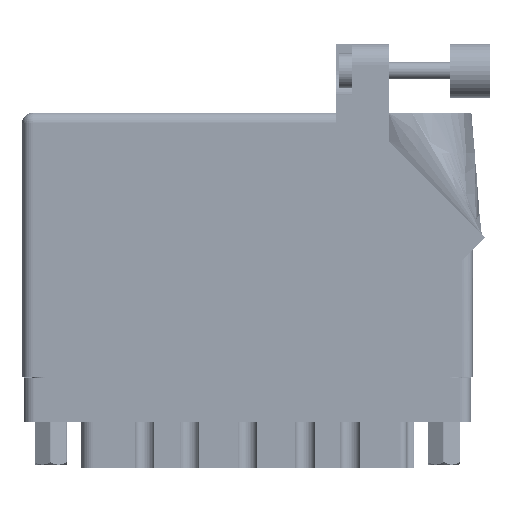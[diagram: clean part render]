
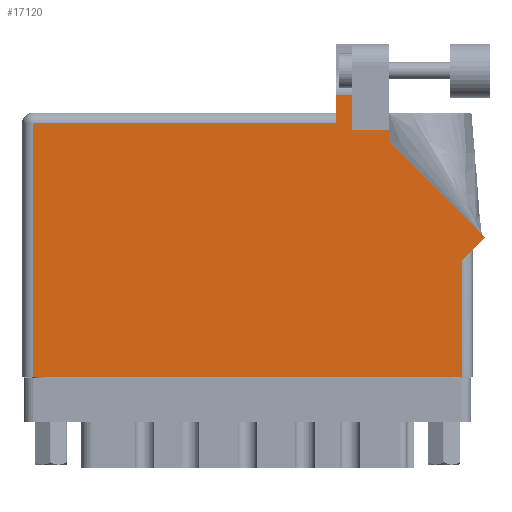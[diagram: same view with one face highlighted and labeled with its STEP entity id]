
A CAD part, front view. The second image highlights one B-rep face of the part: STEP entity #17120.
In plain terms, the highlighted face is planar.
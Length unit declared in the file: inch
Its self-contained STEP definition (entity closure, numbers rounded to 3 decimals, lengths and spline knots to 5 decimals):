
#145 = CARTESIAN_POINT ( 'NONE',  ( 0.062, 0., 0. ) ) ;
#1124 = VERTEX_POINT ( 'NONE', #45053 ) ;
#1884 = ORIENTED_EDGE ( 'NONE', *, *, #19328, .T. ) ;
#2834 = CARTESIAN_POINT ( 'NONE',  ( 2.24377, 1.6315, 0. ) ) ;
#3012 = ORIENTED_EDGE ( 'NONE', *, *, #6895, .T. ) ;
#3100 = LINE ( 'NONE', #34972, #40297 ) ;
#3242 = DIRECTION ( 'NONE',  ( -1., 0., 0. ) ) ;
#4028 = ORIENTED_EDGE ( 'NONE', *, *, #17129, .T. ) ;
#4363 = ORIENTED_EDGE ( 'NONE', *, *, #44060, .T. ) ;
#4906 = ORIENTED_EDGE ( 'NONE', *, *, #32281, .T. ) ;
#5871 = CARTESIAN_POINT ( 'NONE',  ( 1.913, 1.43, 0. ) ) ;
#5962 = EDGE_LOOP ( 'NONE', ( #4028, #57342, #4906, #43250, #57850, #1884, #14390, #53647, #3012, #4363, #9959 ) ) ;
#6112 = CARTESIAN_POINT ( 'NONE',  ( 1.819, 1.53, 0. ) ) ;
#6895 = EDGE_CURVE ( 'NONE', #39474, #14235, #16314, .T. ) ;
#7390 = CARTESIAN_POINT ( 'NONE',  ( 2.55, 0.737, 0. ) ) ;
#7949 = EDGE_CURVE ( 'NONE', #13435, #52757, #24009, .T. ) ;
#8394 = LINE ( 'NONE', #7390, #20521 ) ;
#8670 = CARTESIAN_POINT ( 'NONE',  ( 1.819, 1.468, 0. ) ) ;
#9767 = VERTEX_POINT ( 'NONE', #48365 ) ;
#9959 = ORIENTED_EDGE ( 'NONE', *, *, #7949, .T. ) ;
#10197 = VECTOR ( 'NONE', #10799, 39.37008 ) ;
#10207 = VECTOR ( 'NONE', #24503, 39.37008 ) ;
#10799 = DIRECTION ( 'NONE',  ( 0., 1., 0. ) ) ;
#13193 = CARTESIAN_POINT ( 'NONE',  ( 2.55, 0., 0. ) ) ;
#13435 = VERTEX_POINT ( 'NONE', #16835 ) ;
#13797 = LINE ( 'NONE', #62506, #25890 ) ;
#13829 = VECTOR ( 'NONE', #24912, 39.37008 ) ;
#14158 = LINE ( 'NONE', #2834, #55846 ) ;
#14180 = VECTOR ( 'NONE', #21575, 39.37008 ) ;
#14198 = CARTESIAN_POINT ( 'NONE',  ( 2.126, 1.36442, 0. ) ) ;
#14235 = VERTEX_POINT ( 'NONE', #14198 ) ;
#14390 = ORIENTED_EDGE ( 'NONE', *, *, #44197, .T. ) ;
#15733 = DIRECTION ( 'NONE',  ( 0., 1., 0. ) ) ;
#15753 = EDGE_CURVE ( 'NONE', #52259, #9767, #14158, .T. ) ;
#16314 = LINE ( 'NONE', #58636, #10207 ) ;
#16835 = CARTESIAN_POINT ( 'NONE',  ( 2.126, 1.43, 0. ) ) ;
#17120 = ADVANCED_FACE ( 'NONE', ( #53398 ), #54212, .F. ) ;
#17129 = EDGE_CURVE ( 'NONE', #52757, #52259, #31391, .T. ) ;
#18236 = DIRECTION ( 'NONE',  ( 1., 0., 0. ) ) ;
#19328 = EDGE_CURVE ( 'NONE', #61093, #48665, #13797, .T. ) ;
#20521 = VECTOR ( 'NONE', #40689, 39.37008 ) ;
#20681 = VECTOR ( 'NONE', #21139, 39.37008 ) ;
#21139 = DIRECTION ( 'NONE',  ( 0., -1., 0. ) ) ;
#21293 = CARTESIAN_POINT ( 'NONE',  ( 1.913, 1.6315, 0. ) ) ;
#21575 = DIRECTION ( 'NONE',  ( -1., 0., 0. ) ) ;
#22951 = EDGE_CURVE ( 'NONE', #30954, #1124, #47447, .T. ) ;
#24009 = LINE ( 'NONE', #54924, #49827 ) ;
#24473 = CARTESIAN_POINT ( 'NONE',  ( 2.612, 0.737, 0. ) ) ;
#24503 = DIRECTION ( 'NONE',  ( -0.707, 0.707, 0. ) ) ;
#24912 = DIRECTION ( 'NONE',  ( 0.707, 0.707, 0. ) ) ;
#25168 = CARTESIAN_POINT ( 'NONE',  ( 0., 1.53, 0. ) ) ;
#25890 = VECTOR ( 'NONE', #18236, 39.37008 ) ;
#26395 = CARTESIAN_POINT ( 'NONE',  ( 2.55, 0.675, 0. ) ) ;
#26719 = LINE ( 'NONE', #24473, #13829 ) ;
#28099 = VECTOR ( 'NONE', #53761, 39.37008 ) ;
#30470 = DIRECTION ( 'NONE',  ( -1., 0., 0. ) ) ;
#30954 = VERTEX_POINT ( 'NONE', #8670 ) ;
#31391 = LINE ( 'NONE', #5871, #10197 ) ;
#32281 = EDGE_CURVE ( 'NONE', #9767, #30954, #61573, .T. ) ;
#34972 = CARTESIAN_POINT ( 'NONE',  ( 2.126, 1.36442, 0. ) ) ;
#36146 = CARTESIAN_POINT ( 'NONE',  ( 0.062, 0., 0. ) ) ;
#39474 = VERTEX_POINT ( 'NONE', #48339 ) ;
#40297 = VECTOR ( 'NONE', #15733, 39.37008 ) ;
#40689 = DIRECTION ( 'NONE',  ( 0., 1., 0. ) ) ;
#41683 = CARTESIAN_POINT ( 'NONE',  ( 0., 1.468, 0. ) ) ;
#42559 = AXIS2_PLACEMENT_3D ( 'NONE', #25168, #44220, #30470 ) ;
#43250 = ORIENTED_EDGE ( 'NONE', *, *, #22951, .T. ) ;
#44060 = EDGE_CURVE ( 'NONE', #14235, #13435, #3100, .T. ) ;
#44197 = EDGE_CURVE ( 'NONE', #48665, #57001, #8394, .T. ) ;
#44220 = DIRECTION ( 'NONE',  ( 0., 0., -1. ) ) ;
#45053 = CARTESIAN_POINT ( 'NONE',  ( 0.062, 1.468, 0. ) ) ;
#45377 = DIRECTION ( 'NONE',  ( -1., 0., 0. ) ) ;
#47447 = LINE ( 'NONE', #41683, #14180 ) ;
#48339 = CARTESIAN_POINT ( 'NONE',  ( 2.68271, 0.80771, 0. ) ) ;
#48365 = CARTESIAN_POINT ( 'NONE',  ( 1.819, 1.6315, 0. ) ) ;
#48665 = VERTEX_POINT ( 'NONE', #13193 ) ;
#49827 = VECTOR ( 'NONE', #45377, 39.37008 ) ;
#50806 = LINE ( 'NONE', #145, #28099 ) ;
#52259 = VERTEX_POINT ( 'NONE', #21293 ) ;
#52757 = VERTEX_POINT ( 'NONE', #55563 ) ;
#53054 = EDGE_CURVE ( 'NONE', #1124, #61093, #50806, .T. ) ;
#53398 = FACE_OUTER_BOUND ( 'NONE', #5962, .T. ) ;
#53647 = ORIENTED_EDGE ( 'NONE', *, *, #62790, .T. ) ;
#53761 = DIRECTION ( 'NONE',  ( 0., -1., 0. ) ) ;
#54212 = PLANE ( 'NONE',  #42559 ) ;
#54924 = CARTESIAN_POINT ( 'NONE',  ( 2.126, 1.43, 0. ) ) ;
#55563 = CARTESIAN_POINT ( 'NONE',  ( 1.913, 1.43, 0. ) ) ;
#55846 = VECTOR ( 'NONE', #3242, 39.37008 ) ;
#57001 = VERTEX_POINT ( 'NONE', #26395 ) ;
#57342 = ORIENTED_EDGE ( 'NONE', *, *, #15753, .T. ) ;
#57850 = ORIENTED_EDGE ( 'NONE', *, *, #53054, .T. ) ;
#58636 = CARTESIAN_POINT ( 'NONE',  ( 2.68271, 0.80771, 0. ) ) ;
#61093 = VERTEX_POINT ( 'NONE', #36146 ) ;
#61573 = LINE ( 'NONE', #6112, #20681 ) ;
#62506 = CARTESIAN_POINT ( 'NONE',  ( 0., 0., 0. ) ) ;
#62790 = EDGE_CURVE ( 'NONE', #57001, #39474, #26719, .T. ) ;
